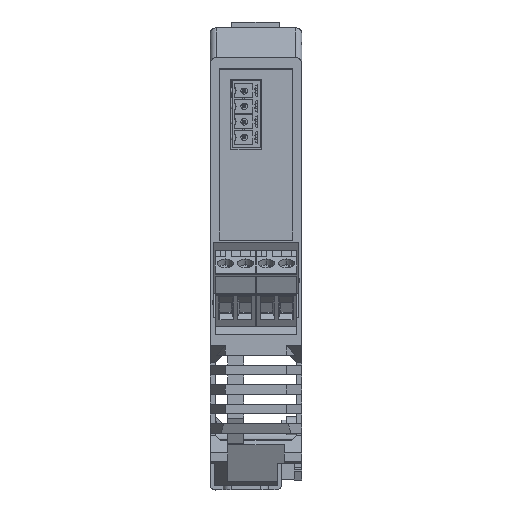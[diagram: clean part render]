
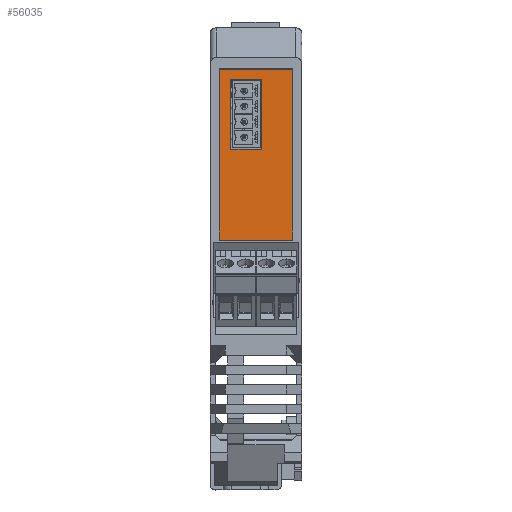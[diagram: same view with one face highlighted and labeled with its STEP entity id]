
A CAD part, front view. The second image highlights one B-rep face of the part: STEP entity #56035.
In plain terms, the highlighted face is planar.
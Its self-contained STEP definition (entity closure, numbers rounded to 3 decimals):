
#55809=DIRECTION('',(0.,0.,-1.));
#55810=VECTOR('',#55809,7.6);
#55811=CARTESIAN_POINT('',(7.549,114.912,
-7.55));
#55812=LINE('',#55811,#55810);
#55816=DIRECTION('',(0.,-1.,0.));
#55817=VECTOR('',#55816,17.23);
#55818=CARTESIAN_POINT('',(7.549,132.142,
-7.55));
#55819=LINE('',#55818,#55817);
#55823=DIRECTION('',(0.,0.,1.));
#55824=VECTOR('',#55823,7.6);
#55825=CARTESIAN_POINT('',(7.549,132.142,
-15.15));
#55826=LINE('',#55825,#55824);
#55830=DIRECTION('',(0.,1.,0.));
#55831=VECTOR('',#55830,17.23);
#55832=CARTESIAN_POINT('',(7.549,114.912,
-15.15));
#55833=LINE('',#55832,#55831);
#55837=DIRECTION('',(0.,0.,1.));
#55838=VECTOR('',#55837,19.2);
#55839=CARTESIAN_POINT('',(7.549,92.56,-18.45));
#55840=LINE('',#55839,#55838);
#55844=DIRECTION('',(0.,-1.,0.));
#55845=VECTOR('',#55844,42.);
#55846=CARTESIAN_POINT('',(7.549,134.56,-18.45));
#55847=LINE('',#55846,#55845);
#55851=DIRECTION('',(0.,0.,-1.));
#55852=VECTOR('',#55851,19.2);
#55853=CARTESIAN_POINT('',(7.549,134.56,0.75));
#55854=LINE('',#55853,#55852);
#55858=DIRECTION('',(0.,1.,0.));
#55859=VECTOR('',#55858,42.);
#55860=CARTESIAN_POINT('',(7.549,92.56,0.75));
#55861=LINE('',#55860,#55859);
#55963=CARTESIAN_POINT('',(7.549,92.56,-18.45));
#55964=CARTESIAN_POINT('',(7.549,92.56,0.75));
#55965=VERTEX_POINT('',#55963);
#55966=VERTEX_POINT('',#55964);
#55971=CARTESIAN_POINT('',(7.549,134.56,-18.45));
#55972=VERTEX_POINT('',#55971);
#55975=CARTESIAN_POINT('',(7.549,134.56,0.75));
#55976=VERTEX_POINT('',#55975);
#55979=CARTESIAN_POINT('',(7.549,114.912,
-7.55));
#55980=CARTESIAN_POINT('',(7.549,114.912,
-15.15));
#55981=VERTEX_POINT('',#55979);
#55982=VERTEX_POINT('',#55980);
#55987=CARTESIAN_POINT('',(7.549,132.142,
-7.55));
#55988=VERTEX_POINT('',#55987);
#55991=CARTESIAN_POINT('',(7.549,132.142,
-15.15));
#55992=VERTEX_POINT('',#55991);
#56011=CARTESIAN_POINT('',(7.549,113.56,-8.85));
#56012=DIRECTION('',(1.,0.,0.));
#56013=DIRECTION('',(0.,1.,0.));
#56014=AXIS2_PLACEMENT_3D('',#56011,#56012,#56013);
#56015=PLANE('',#56014);
#56016=ORIENTED_EDGE('',*,*,#56000,.F.);
#56018=ORIENTED_EDGE('',*,*,#56017,.F.);
#56020=ORIENTED_EDGE('',*,*,#56019,.F.);
#56022=ORIENTED_EDGE('',*,*,#56021,.F.);
#56023=EDGE_LOOP('',(#56016,#56018,#56020,#56022));
#56024=FACE_OUTER_BOUND('',#56023,.F.);
#56026=ORIENTED_EDGE('',*,*,#56025,.F.);
#56028=ORIENTED_EDGE('',*,*,#56027,.F.);
#56030=ORIENTED_EDGE('',*,*,#56029,.F.);
#56032=ORIENTED_EDGE('',*,*,#56031,.F.);
#56033=EDGE_LOOP('',(#56026,#56028,#56030,#56032));
#56034=FACE_BOUND('',#56033,.F.);
#56035=ADVANCED_FACE('',(#56024,#56034),#56015,.F.);
#56000=EDGE_CURVE('',#55965,#55966,#55840,.T.);
#56017=EDGE_CURVE('',#55972,#55965,#55847,.T.);
#56019=EDGE_CURVE('',#55976,#55972,#55854,.T.);
#56021=EDGE_CURVE('',#55966,#55976,#55861,.T.);
#56025=EDGE_CURVE('',#55981,#55982,#55812,.T.);
#56027=EDGE_CURVE('',#55988,#55981,#55819,.T.);
#56029=EDGE_CURVE('',#55992,#55988,#55826,.T.);
#56031=EDGE_CURVE('',#55982,#55992,#55833,.T.);
